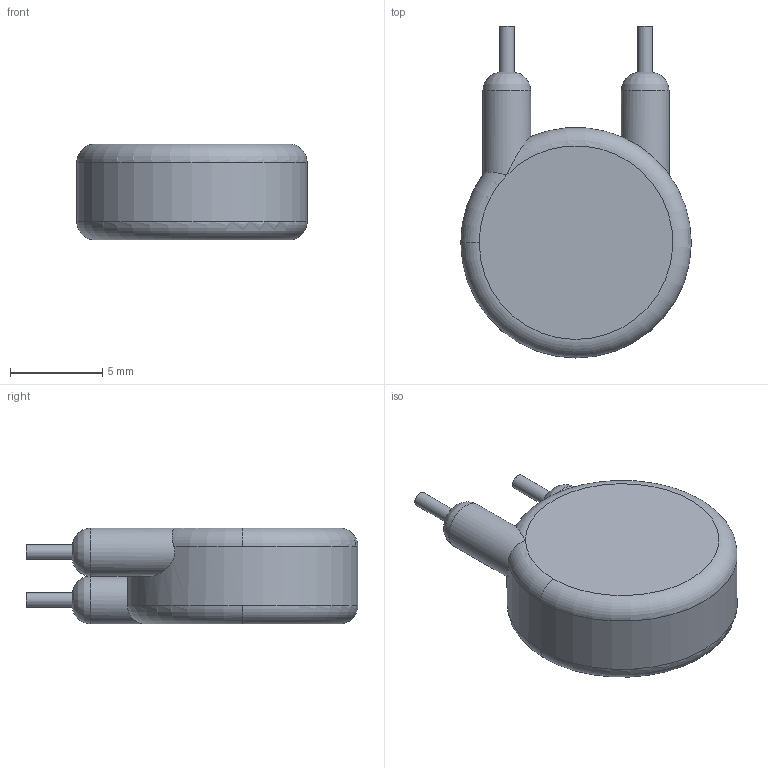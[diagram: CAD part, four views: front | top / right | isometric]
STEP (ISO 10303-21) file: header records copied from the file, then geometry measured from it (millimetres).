
FILE_DESCRIPTION(/* description */ (''),/* implementation_level */ '2;1');
FILE_NAME(/* name */ 'MOV-10D431KTR.step',/* time_stamp */ '2023-02-17T12:13:19+01:00',/* author */ (''),/* organization */ (''),/* preprocessor_version */ 'ST-DEVELOPER v19.2',/* originating_system */ 'Autodesk Translation Framework v11.17.0.187',/* authorisation */ '');
FILE_SCHEMA (('AUTOMOTIVE_DESIGN { 1 0 10303 214 3 1 1 }'));
Length unit declared in the file: millimetre
Products named in the file (1): MOV-10D431KTR
Bounding box: 12.5 x 18 x 5.2 mm (x, y, z)
Volume: 668.1 mm3; surface area: 490.5 mm2
Topology: 1 solids, 1 shells, 15 faces, 32 edges, 19 vertices
Faces by surface type: cylinder 5, torus 4, plane 4, bspline 2
Full cylindrical faces by diameter (mm): 0.8 x2, 2.6 x2, 12.5 x1
Entity records: 604 total; most frequent: CARTESIAN_POINT 216, DIRECTION 73, ORIENTED_EDGE 64, AXIS2_PLACEMENT_3D 34, EDGE_CURVE 32, CIRCLE 20, VERTEX_POINT 19, FACE_OUTER_BOUND 15
